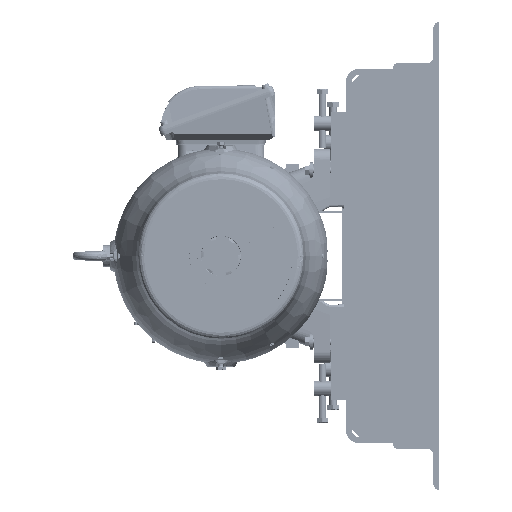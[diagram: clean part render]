
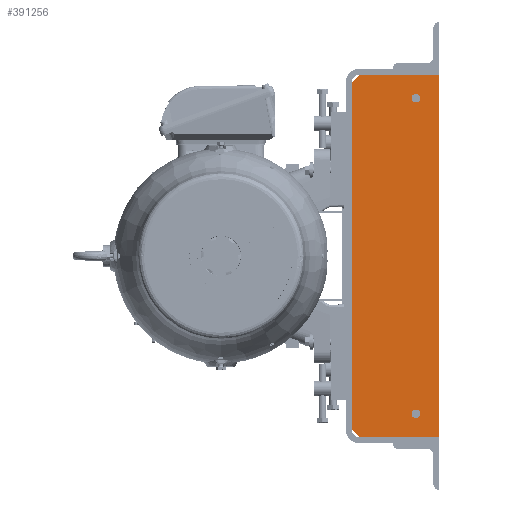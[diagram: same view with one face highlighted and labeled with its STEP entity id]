
A CAD part, left-side view. The second image highlights one B-rep face of the part: STEP entity #391256.
In plain terms, the highlighted planar face has unit normal (-1, 0, 0).
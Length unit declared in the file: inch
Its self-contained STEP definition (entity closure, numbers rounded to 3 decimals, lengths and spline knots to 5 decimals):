
#6734 = CARTESIAN_POINT ( 'NONE',  ( -45., -12.5, 10.12 ) ) ;
#7451 = DIRECTION ( 'NONE',  ( 0., 0.707, -0.707 ) ) ;
#12991 = VERTEX_POINT ( 'NONE', #290286 ) ;
#15034 = CARTESIAN_POINT ( 'NONE',  ( -45., -8.88, -11.62 ) ) ;
#20465 = DIRECTION ( 'NONE',  ( 0., 0., 1. ) ) ;
#21558 = EDGE_CURVE ( 'NONE', #64965, #12991, #310071, .T. ) ;
#28611 = CIRCLE ( 'NONE', #228452, 0.28125 ) ;
#31265 = EDGE_CURVE ( 'NONE', #233323, #64965, #175469, .T. ) ;
#31779 = CARTESIAN_POINT ( 'NONE',  ( -45., -8.88, 11.62 ) ) ;
#35051 = ORIENTED_EDGE ( 'NONE', *, *, #406667, .F. ) ;
#38195 = DIRECTION ( 'NONE',  ( 0., 0., 1. ) ) ;
#42519 = CARTESIAN_POINT ( 'NONE',  ( -45., -12.5, -9.83875 ) ) ;
#43490 = VECTOR ( 'NONE', #360711, 39.37008 ) ;
#57137 = CARTESIAN_POINT ( 'NONE',  ( -45., -8.38, -11.12 ) ) ;
#57612 = EDGE_LOOP ( 'NONE', ( #35051 ) ) ;
#64965 = VERTEX_POINT ( 'NONE', #124732 ) ;
#69493 = VECTOR ( 'NONE', #312673, 39.37008 ) ;
#73920 = EDGE_LOOP ( 'NONE', ( #207436 ) ) ;
#77985 = ORIENTED_EDGE ( 'NONE', *, *, #21558, .T. ) ;
#92937 = VECTOR ( 'NONE', #7451, 39.37008 ) ;
#93617 = DIRECTION ( 'NONE',  ( 0., 1., 0. ) ) ;
#107872 = CARTESIAN_POINT ( 'NONE',  ( -45., -14., -11.62 ) ) ;
#124732 = CARTESIAN_POINT ( 'NONE',  ( -45., -14., -11.62 ) ) ;
#125412 = VERTEX_POINT ( 'NONE', #42519 ) ;
#125985 = ORIENTED_EDGE ( 'NONE', *, *, #136416, .T. ) ;
#126048 = AXIS2_PLACEMENT_3D ( 'NONE', #107872, #327487, #139464 ) ;
#126972 = LINE ( 'NONE', #15034, #43490 ) ;
#130946 = FACE_BOUND ( 'NONE', #57612, .T. ) ;
#131065 = LINE ( 'NONE', #31779, #288088 ) ;
#132311 = EDGE_CURVE ( 'NONE', #354067, #153631, #259882, .T. ) ;
#136416 = EDGE_CURVE ( 'NONE', #153631, #203774, #299850, .T. ) ;
#139464 = DIRECTION ( 'NONE',  ( 0., 0., -1. ) ) ;
#152339 = EDGE_CURVE ( 'NONE', #12991, #354067, #131065, .T. ) ;
#153631 = VERTEX_POINT ( 'NONE', #316975 ) ;
#175469 = LINE ( 'NONE', #325716, #332639 ) ;
#185386 = VERTEX_POINT ( 'NONE', #210646 ) ;
#194806 = FACE_BOUND ( 'NONE', #73920, .T. ) ;
#199878 = PLANE ( 'NONE',  #126048 ) ;
#203774 = VERTEX_POINT ( 'NONE', #57137 ) ;
#207436 = ORIENTED_EDGE ( 'NONE', *, *, #325658, .F. ) ;
#208382 = DIRECTION ( 'NONE',  ( -1., 0., 0. ) ) ;
#210646 = CARTESIAN_POINT ( 'NONE',  ( -45., -12.5, 10.40125 ) ) ;
#213188 = ORIENTED_EDGE ( 'NONE', *, *, #132311, .T. ) ;
#214464 = DIRECTION ( 'NONE',  ( 0., 0., -1. ) ) ;
#223197 = CIRCLE ( 'NONE', #308667, 0.28125 ) ;
#226347 = DIRECTION ( 'NONE',  ( -1., 0., 0. ) ) ;
#228452 = AXIS2_PLACEMENT_3D ( 'NONE', #396352, #208382, #20465 ) ;
#233323 = VERTEX_POINT ( 'NONE', #383692 ) ;
#253098 = CARTESIAN_POINT ( 'NONE',  ( -45., -8.38, 11.12 ) ) ;
#257541 = EDGE_LOOP ( 'NONE', ( #77985, #345279, #213188, #125985, #367753, #276929 ) ) ;
#259882 = LINE ( 'NONE', #253098, #92937 ) ;
#276929 = ORIENTED_EDGE ( 'NONE', *, *, #31265, .T. ) ;
#288088 = VECTOR ( 'NONE', #93617, 39.37008 ) ;
#290286 = CARTESIAN_POINT ( 'NONE',  ( -45., -14., 11.62 ) ) ;
#292697 = DIRECTION ( 'NONE',  ( 0., -1., 0. ) ) ;
#295203 = CARTESIAN_POINT ( 'NONE',  ( -45., -8.88, 11.62 ) ) ;
#299071 = EDGE_CURVE ( 'NONE', #203774, #233323, #126972, .T. ) ;
#299850 = LINE ( 'NONE', #405125, #383426 ) ;
#308667 = AXIS2_PLACEMENT_3D ( 'NONE', #6734, #226347, #38195 ) ;
#310071 = LINE ( 'NONE', #316748, #69493 ) ;
#312673 = DIRECTION ( 'NONE',  ( 0., 0., 1. ) ) ;
#316748 = CARTESIAN_POINT ( 'NONE',  ( -45., -14., 11.62 ) ) ;
#316975 = CARTESIAN_POINT ( 'NONE',  ( -45., -8.38, 11.12 ) ) ;
#325658 = EDGE_CURVE ( 'NONE', #185386, #185386, #223197, .T. ) ;
#325716 = CARTESIAN_POINT ( 'NONE',  ( -45., -14., -11.62 ) ) ;
#327487 = DIRECTION ( 'NONE',  ( 1., 0., 0. ) ) ;
#332639 = VECTOR ( 'NONE', #292697, 39.37008 ) ;
#345279 = ORIENTED_EDGE ( 'NONE', *, *, #152339, .T. ) ;
#354067 = VERTEX_POINT ( 'NONE', #295203 ) ;
#360711 = DIRECTION ( 'NONE',  ( 0., -0.707, -0.707 ) ) ;
#361549 = FACE_OUTER_BOUND ( 'NONE', #257541, .T. ) ;
#367753 = ORIENTED_EDGE ( 'NONE', *, *, #299071, .T. ) ;
#383426 = VECTOR ( 'NONE', #214464, 39.37008 ) ;
#383692 = CARTESIAN_POINT ( 'NONE',  ( -45., -8.88, -11.62 ) ) ;
#391256 = ADVANCED_FACE ( 'NONE', ( #130946, #194806, #361549 ), #199878, .F. ) ;
#396352 = CARTESIAN_POINT ( 'NONE',  ( -45., -12.5, -10.12 ) ) ;
#405125 = CARTESIAN_POINT ( 'NONE',  ( -45., -8.38, -11.12 ) ) ;
#406667 = EDGE_CURVE ( 'NONE', #125412, #125412, #28611, .T. ) ;
